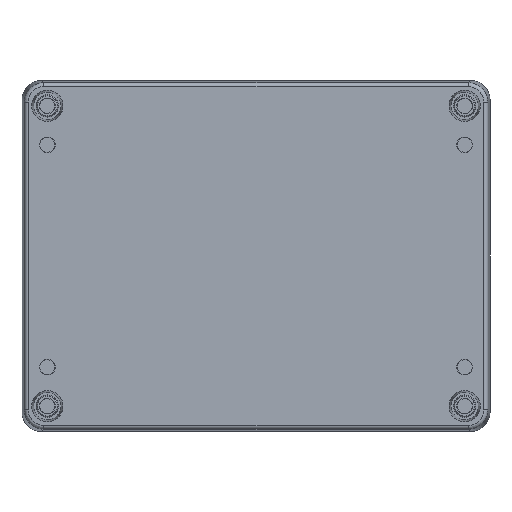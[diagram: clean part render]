
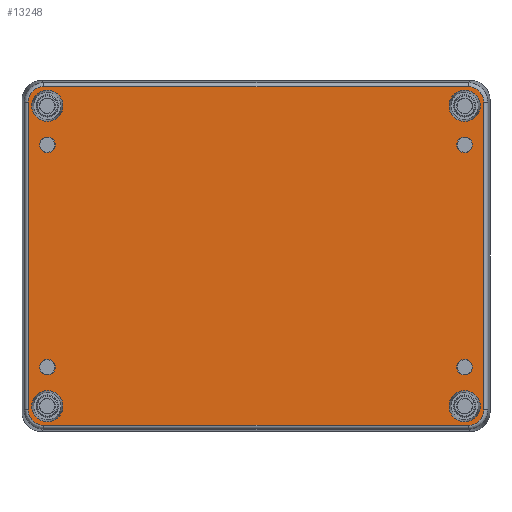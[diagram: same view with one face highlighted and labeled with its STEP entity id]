
A CAD part, front view. The second image highlights one B-rep face of the part: STEP entity #13248.
In plain terms, the highlighted face is planar.
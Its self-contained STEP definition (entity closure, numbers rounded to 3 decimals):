
#807=ELLIPSE('',#14125,4.001,4.);
#808=ELLIPSE('',#14126,4.001,4.);
#809=ELLIPSE('',#14127,4.001,4.);
#810=ELLIPSE('',#14128,4.001,4.);
#899=LINE('',#19783,#1759);
#900=LINE('',#19787,#1760);
#901=LINE('',#19791,#1761);
#902=LINE('',#19795,#1762);
#1759=VECTOR('',#15759,108.849);
#1760=VECTOR('',#15762,78.849);
#1761=VECTOR('',#15765,108.849);
#1762=VECTOR('',#15768,78.849);
#2619=PLANE('',#14124);
#2926=FACE_BOUND('',#3939,.T.);
#2927=FACE_BOUND('',#3940,.T.);
#2928=FACE_BOUND('',#3941,.T.);
#2929=FACE_BOUND('',#3942,.T.);
#2930=FACE_BOUND('',#3943,.T.);
#2931=FACE_BOUND('',#3944,.T.);
#2932=FACE_BOUND('',#3945,.T.);
#2933=FACE_BOUND('',#3946,.T.);
#3085=FACE_OUTER_BOUND('',#3938,.T.);
#3938=EDGE_LOOP('',(#9033,#9034,#9035,#9036,#9037,#9038,#9039,#9040));
#3939=EDGE_LOOP('',(#9041));
#3940=EDGE_LOOP('',(#9042));
#3941=EDGE_LOOP('',(#9043));
#3942=EDGE_LOOP('',(#9044));
#3943=EDGE_LOOP('',(#9045));
#3944=EDGE_LOOP('',(#9046));
#3945=EDGE_LOOP('',(#9047));
#3946=EDGE_LOOP('',(#9048));
#4942=CIRCLE('',#14129,4.);
#4943=CIRCLE('',#14130,4.);
#4944=CIRCLE('',#14131,4.);
#4945=CIRCLE('',#14132,4.);
#4946=CIRCLE('',#14133,2.);
#4947=CIRCLE('',#14134,2.);
#4948=CIRCLE('',#14135,2.);
#4949=CIRCLE('',#14136,2.);
#5679=VERTEX_POINT('',#19781);
#5680=VERTEX_POINT('',#19782);
#5681=VERTEX_POINT('',#19784);
#5682=VERTEX_POINT('',#19786);
#5683=VERTEX_POINT('',#19788);
#5684=VERTEX_POINT('',#19790);
#5685=VERTEX_POINT('',#19792);
#5686=VERTEX_POINT('',#19794);
#5687=VERTEX_POINT('',#19797);
#5688=VERTEX_POINT('',#19799);
#5689=VERTEX_POINT('',#19801);
#5690=VERTEX_POINT('',#19803);
#5691=VERTEX_POINT('',#19805);
#5692=VERTEX_POINT('',#19807);
#5693=VERTEX_POINT('',#19809);
#5694=VERTEX_POINT('',#19811);
#7004=EDGE_CURVE('',#5679,#5680,#899,.T.);
#7005=EDGE_CURVE('',#5681,#5679,#807,.T.);
#7006=EDGE_CURVE('',#5682,#5681,#900,.T.);
#7007=EDGE_CURVE('',#5683,#5682,#808,.T.);
#7008=EDGE_CURVE('',#5684,#5683,#901,.T.);
#7009=EDGE_CURVE('',#5685,#5684,#809,.T.);
#7010=EDGE_CURVE('',#5686,#5685,#902,.T.);
#7011=EDGE_CURVE('',#5680,#5686,#810,.T.);
#7012=EDGE_CURVE('',#5687,#5687,#4942,.T.);
#7013=EDGE_CURVE('',#5688,#5688,#4943,.T.);
#7014=EDGE_CURVE('',#5689,#5689,#4944,.T.);
#7015=EDGE_CURVE('',#5690,#5690,#4945,.T.);
#7016=EDGE_CURVE('',#5691,#5691,#4946,.T.);
#7017=EDGE_CURVE('',#5692,#5692,#4947,.T.);
#7018=EDGE_CURVE('',#5693,#5693,#4948,.T.);
#7019=EDGE_CURVE('',#5694,#5694,#4949,.T.);
#9033=ORIENTED_EDGE('',*,*,#7004,.F.);
#9034=ORIENTED_EDGE('',*,*,#7005,.F.);
#9035=ORIENTED_EDGE('',*,*,#7006,.F.);
#9036=ORIENTED_EDGE('',*,*,#7007,.F.);
#9037=ORIENTED_EDGE('',*,*,#7008,.F.);
#9038=ORIENTED_EDGE('',*,*,#7009,.F.);
#9039=ORIENTED_EDGE('',*,*,#7010,.F.);
#9040=ORIENTED_EDGE('',*,*,#7011,.F.);
#9041=ORIENTED_EDGE('',*,*,#7012,.T.);
#9042=ORIENTED_EDGE('',*,*,#7013,.T.);
#9043=ORIENTED_EDGE('',*,*,#7014,.T.);
#9044=ORIENTED_EDGE('',*,*,#7015,.T.);
#9045=ORIENTED_EDGE('',*,*,#7016,.T.);
#9046=ORIENTED_EDGE('',*,*,#7017,.T.);
#9047=ORIENTED_EDGE('',*,*,#7018,.T.);
#9048=ORIENTED_EDGE('',*,*,#7019,.T.);
#13248=ADVANCED_FACE('',(#3085,#2926,#2927,#2928,#2929,#2930,#2931,#2932,
#2933),#2619,.F.);
#14124=AXIS2_PLACEMENT_3D('',#19780,#15757,#15758);
#14125=AXIS2_PLACEMENT_3D('',#19785,#15760,#15761);
#14126=AXIS2_PLACEMENT_3D('',#19789,#15763,#15764);
#14127=AXIS2_PLACEMENT_3D('',#19793,#15766,#15767);
#14128=AXIS2_PLACEMENT_3D('',#19796,#15769,#15770);
#14129=AXIS2_PLACEMENT_3D('',#19798,#15771,#15772);
#14130=AXIS2_PLACEMENT_3D('',#19800,#15773,#15774);
#14131=AXIS2_PLACEMENT_3D('',#19802,#15775,#15776);
#14132=AXIS2_PLACEMENT_3D('',#19804,#15777,#15778);
#14133=AXIS2_PLACEMENT_3D('',#19806,#15779,#15780);
#14134=AXIS2_PLACEMENT_3D('',#19808,#15781,#15782);
#14135=AXIS2_PLACEMENT_3D('',#19810,#15783,#15784);
#14136=AXIS2_PLACEMENT_3D('',#19812,#15785,#15786);
#15757=DIRECTION('center_axis',(0.,0.,1.));
#15758=DIRECTION('ref_axis',(1.,0.,0.));
#15759=DIRECTION('',(1.,0.,0.));
#15760=DIRECTION('center_axis',(0.,0.,1.));
#15761=DIRECTION('ref_axis',(-0.707,-0.707,0.));
#15762=DIRECTION('',(0.,-1.,0.));
#15763=DIRECTION('center_axis',(0.,0.,1.));
#15764=DIRECTION('ref_axis',(-0.707,0.707,0.));
#15765=DIRECTION('',(-1.,0.,0.));
#15766=DIRECTION('center_axis',(0.,0.,1.));
#15767=DIRECTION('ref_axis',(0.707,0.707,0.));
#15768=DIRECTION('',(0.,1.,0.));
#15769=DIRECTION('center_axis',(0.,0.,1.));
#15770=DIRECTION('ref_axis',(0.707,-0.707,0.));
#15771=DIRECTION('center_axis',(0.,0.,1.));
#15772=DIRECTION('ref_axis',(1.,0.,0.));
#15773=DIRECTION('center_axis',(0.,0.,1.));
#15774=DIRECTION('ref_axis',(1.,0.,0.));
#15775=DIRECTION('center_axis',(0.,0.,1.));
#15776=DIRECTION('ref_axis',(1.,0.,0.));
#15777=DIRECTION('center_axis',(0.,0.,1.));
#15778=DIRECTION('ref_axis',(1.,0.,0.));
#15779=DIRECTION('center_axis',(0.,0.,1.));
#15780=DIRECTION('ref_axis',(1.,0.,0.));
#15781=DIRECTION('center_axis',(0.,0.,1.));
#15782=DIRECTION('ref_axis',(1.,0.,0.));
#15783=DIRECTION('center_axis',(0.,0.,1.));
#15784=DIRECTION('ref_axis',(1.,0.,0.));
#15785=DIRECTION('center_axis',(0.,0.,1.));
#15786=DIRECTION('ref_axis',(1.,0.,0.));
#19780=CARTESIAN_POINT('Origin',(47.276,-32.873,-45.));
#19781=CARTESIAN_POINT('',(-7.148,-76.297,-45.));
#19782=CARTESIAN_POINT('',(101.7,-76.297,-45.));
#19783=CARTESIAN_POINT('',(17.276,-76.297,-45.));
#19784=CARTESIAN_POINT('',(-11.148,-72.298,-45.));
#19785=CARTESIAN_POINT('Origin',(-7.148,-72.297,-45.));
#19786=CARTESIAN_POINT('',(-11.148,6.551,-45.));
#19787=CARTESIAN_POINT('',(-11.148,-10.373,-45.));
#19788=CARTESIAN_POINT('',(-7.148,10.551,-45.));
#19789=CARTESIAN_POINT('Origin',(-7.148,6.55,-45.));
#19790=CARTESIAN_POINT('',(101.7,10.551,-45.));
#19791=CARTESIAN_POINT('',(77.276,10.551,-45.));
#19792=CARTESIAN_POINT('',(105.7,6.551,-45.));
#19793=CARTESIAN_POINT('Origin',(101.7,6.55,-45.));
#19794=CARTESIAN_POINT('',(105.7,-72.298,-45.));
#19795=CARTESIAN_POINT('',(105.7,-55.373,-45.));
#19796=CARTESIAN_POINT('Origin',(101.7,-72.297,-45.));
#19797=CARTESIAN_POINT('',(-10.224,5.627,-45.));
#19798=CARTESIAN_POINT('Origin',(-6.224,5.627,-45.));
#19799=CARTESIAN_POINT('',(-10.224,-71.373,-45.));
#19800=CARTESIAN_POINT('Origin',(-6.224,-71.373,-45.));
#19801=CARTESIAN_POINT('',(96.776,-71.373,-45.));
#19802=CARTESIAN_POINT('Origin',(100.776,-71.373,-45.));
#19803=CARTESIAN_POINT('',(96.776,5.627,-45.));
#19804=CARTESIAN_POINT('Origin',(100.776,5.627,-45.));
#19805=CARTESIAN_POINT('',(98.776,-4.373,-45.));
#19806=CARTESIAN_POINT('Origin',(100.776,-4.373,-45.));
#19807=CARTESIAN_POINT('',(-8.224,-61.373,-45.));
#19808=CARTESIAN_POINT('Origin',(-6.224,-61.373,-45.));
#19809=CARTESIAN_POINT('',(-8.224,-4.373,-45.));
#19810=CARTESIAN_POINT('Origin',(-6.224,-4.373,-45.));
#19811=CARTESIAN_POINT('',(98.776,-61.373,-45.));
#19812=CARTESIAN_POINT('Origin',(100.776,-61.373,-45.));
